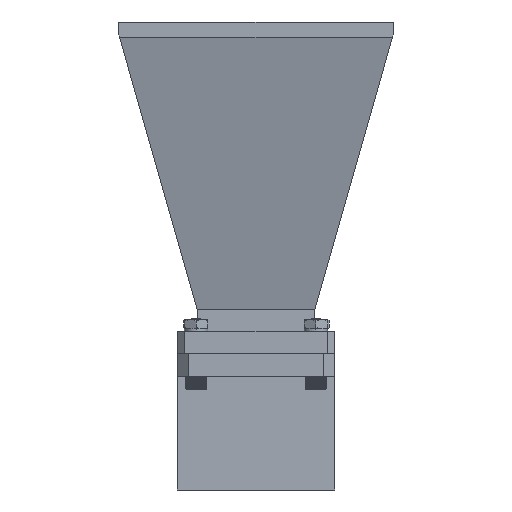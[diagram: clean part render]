
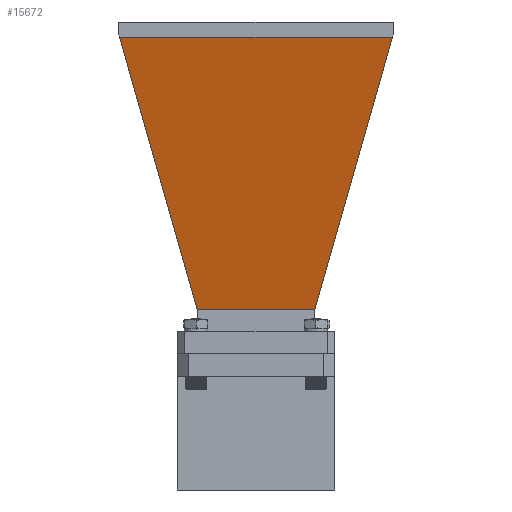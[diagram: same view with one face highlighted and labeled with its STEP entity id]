
A CAD part, front view. The second image highlights one B-rep face of the part: STEP entity #15672.
In plain terms, the highlighted face is planar.
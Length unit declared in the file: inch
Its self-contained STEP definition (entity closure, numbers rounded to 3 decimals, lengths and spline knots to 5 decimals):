
#9 = EDGE_LOOP ( 'NONE', ( #9964, #9489, #19670, #9890 ) ) ;
#610 = FACE_OUTER_BOUND ( 'NONE', #9, .T. ) ;
#1143 = EDGE_CURVE ( 'NONE', #6068, #2068, #2683, .T. ) ;
#2068 = VERTEX_POINT ( 'NONE', #16197 ) ;
#2683 = LINE ( 'NONE', #8997, #9950 ) ;
#3512 = CARTESIAN_POINT ( 'NONE',  ( -1.07672, -1.4586, 4.86585 ) ) ;
#3727 = CARTESIAN_POINT ( 'NONE',  ( -0.37303, 0., 1.95443 ) ) ;
#4552 = EDGE_CURVE ( 'NONE', #7637, #6068, #14352, .T. ) ;
#5469 = DIRECTION ( 'NONE',  ( 0., -1., 0. ) ) ;
#5599 = CARTESIAN_POINT ( 'NONE',  ( -0.73955, 0., 3.47087 ) ) ;
#6068 = VERTEX_POINT ( 'NONE', #15937 ) ;
#6717 = VERTEX_POINT ( 'NONE', #18447 ) ;
#6823 = DIRECTION ( 'NONE',  ( -0.235, 0., 0.972 ) ) ;
#7092 = LINE ( 'NONE', #3727, #11066 ) ;
#7637 = VERTEX_POINT ( 'NONE', #3512 ) ;
#8997 = CARTESIAN_POINT ( 'NONE',  ( -1.07672, 1.4586, 4.86585 ) ) ;
#9083 = VECTOR ( 'NONE', #19129, 39.37008 ) ;
#9489 = ORIENTED_EDGE ( 'NONE', *, *, #14121, .T. ) ;
#9611 = CARTESIAN_POINT ( 'NONE',  ( -0.37303, -0.62884, 1.95443 ) ) ;
#9890 = ORIENTED_EDGE ( 'NONE', *, *, #1143, .T. ) ;
#9950 = VECTOR ( 'NONE', #13721, 39.37008 ) ;
#9964 = ORIENTED_EDGE ( 'NONE', *, *, #15093, .T. ) ;
#11066 = VECTOR ( 'NONE', #5469, 39.37008 ) ;
#11476 = CARTESIAN_POINT ( 'NONE',  ( -1.07672, 0., 4.86585 ) ) ;
#11747 = PLANE ( 'NONE',  #13710 ) ;
#12584 = VECTOR ( 'NONE', #17420, 39.37008 ) ;
#12875 = LINE ( 'NONE', #9611, #9083 ) ;
#13710 = AXIS2_PLACEMENT_3D ( 'NONE', #5599, #17995, #6823 ) ;
#13721 = DIRECTION ( 'NONE',  ( 0.226, -0.267, -0.937 ) ) ;
#14121 = EDGE_CURVE ( 'NONE', #6717, #7637, #12875, .T. ) ;
#14352 = LINE ( 'NONE', #11476, #12584 ) ;
#15093 = EDGE_CURVE ( 'NONE', #2068, #6717, #7092, .T. ) ;
#15672 = ADVANCED_FACE ( 'NONE', ( #610 ), #11747, .T. ) ;
#15937 = CARTESIAN_POINT ( 'NONE',  ( -1.07672, 1.4586, 4.86585 ) ) ;
#16197 = CARTESIAN_POINT ( 'NONE',  ( -0.37303, 0.62884, 1.95443 ) ) ;
#17420 = DIRECTION ( 'NONE',  ( 0., 1., 0. ) ) ;
#17995 = DIRECTION ( 'NONE',  ( -0.972, 0., -0.235 ) ) ;
#18447 = CARTESIAN_POINT ( 'NONE',  ( -0.37303, -0.62884, 1.95443 ) ) ;
#19129 = DIRECTION ( 'NONE',  ( -0.226, -0.267, 0.937 ) ) ;
#19670 = ORIENTED_EDGE ( 'NONE', *, *, #4552, .T. ) ;
